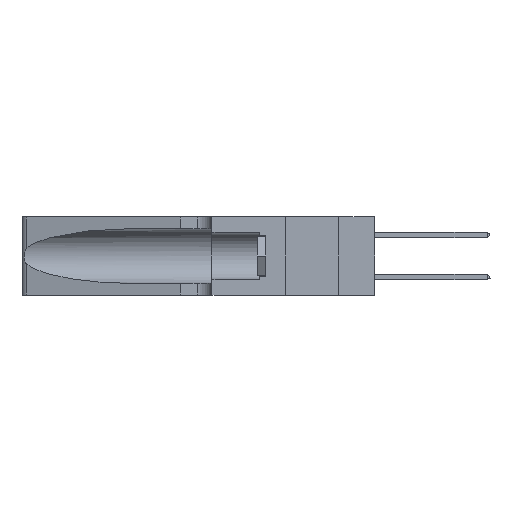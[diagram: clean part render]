
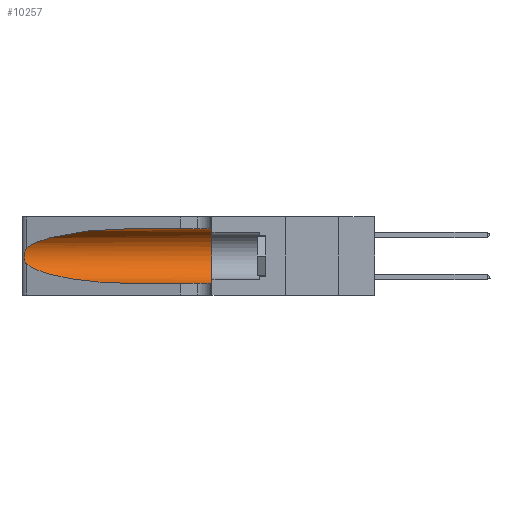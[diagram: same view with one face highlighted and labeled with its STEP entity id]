
A CAD part, left-side view. The second image highlights one B-rep face of the part: STEP entity #10257.
In plain terms, the highlighted cylindrical face has radius 3.308 mm (diameter 6.617 mm), a partial arc.
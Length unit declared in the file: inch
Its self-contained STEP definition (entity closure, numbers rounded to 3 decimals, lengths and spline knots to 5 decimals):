
#1 = DIRECTION ( 'NONE',  ( 0., 1., 0. ) ) ;
#256 = DIRECTION ( 'NONE',  ( 0., -1., 0. ) ) ;
#739 = CARTESIAN_POINT ( 'NONE',  ( 0.25487, 1.22718, 0.22369 ) ) ;
#1236 = CARTESIAN_POINT ( 'NONE',  ( 0.26018, 1.23835, 0.19895 ) ) ;
#1817 = CARTESIAN_POINT ( 'NONE',  ( 0.1305, 0.72297, 0.31525 ) ) ;
#1878 = VERTEX_POINT ( 'NONE', #8751 ) ;
#1976 = VECTOR ( 'NONE', #15064, 39.37008 ) ;
#2221 = AXIS2_PLACEMENT_3D ( 'NONE', #13365, #1, #17560 ) ;
#2467 = CARTESIAN_POINT ( 'NONE',  ( 0.18966, 0.96281, 0.05475 ) ) ;
#3463 = EDGE_CURVE ( 'NONE', #14737, #1878, #5942, .T. ) ;
#4421 = CARTESIAN_POINT ( 'NONE',  ( 0.1305, 0.35, 0.05475 ) ) ;
#4536 = LINE ( 'NONE', #25128, #10114 ) ;
#5773 = CARTESIAN_POINT ( 'NONE',  ( 0.25487, 1.22718, 0.22369 ) ) ;
#5942 = B_SPLINE_CURVE_WITH_KNOTS ( 'NONE', 3,
 ( #739, #23196, #14578, #28058, #12233, #1236, #14772, #23690, #17398, #19525, #28142, #19424, #23975, #18344 ),
 .UNSPECIFIED., .F., .F.,
 ( 4, 2, 2, 2, 2, 2, 4 ),
 ( 0., 0.00027, 0.00053, 0.00107, 0.0016, 0.00187, 0.00214 ),
 .UNSPECIFIED. ) ;
#6135 = CARTESIAN_POINT ( 'NONE',  ( 0.1305, 0.72297, 0.31525 ) ) ;
#6323 = CARTESIAN_POINT ( 'NONE',  ( 0.25487, 1.22718, 0.22369 ) ) ;
#8751 = CARTESIAN_POINT ( 'NONE',  ( 0.25487, 1.22718, 0.14631 ) ) ;
#8821 = VERTEX_POINT ( 'NONE', #20488 ) ;
#9268 = LINE ( 'NONE', #12823, #1976 ) ;
#9920 = ORIENTED_EDGE ( 'NONE', *, *, #17489, .F. ) ;
#10114 = VECTOR ( 'NONE', #11815, 39.37008 ) ;
#10257 = ADVANCED_FACE ( 'NONE', ( #23240 ), #25298, .F. ) ;
#10861 = EDGE_CURVE ( 'NONE', #1878, #24892, #14892, .T. ) ;
#11050 = CARTESIAN_POINT ( 'NONE',  ( 0.1305, 0.72297, 0.05475 ) ) ;
#11082 = EDGE_LOOP ( 'NONE', ( #15455, #15460, #13688, #22721, #9920, #28260 ) ) ;
#11738 = DIRECTION ( 'NONE',  ( 0., 0., -1. ) ) ;
#11815 = DIRECTION ( 'NONE',  ( 0., -1., 0. ) ) ;
#12233 = CARTESIAN_POINT ( 'NONE',  ( 0.25854, 1.2359, 0.20912 ) ) ;
#12823 = CARTESIAN_POINT ( 'NONE',  ( 0.1305, 1.61858, 0.31525 ) ) ;
#13365 = CARTESIAN_POINT ( 'NONE',  ( 0.1305, 0.35, 0.185 ) ) ;
#13402 = CARTESIAN_POINT ( 'NONE',  ( 0.25487, 1.22718, 0.14631 ) ) ;
#13688 = ORIENTED_EDGE ( 'NONE', *, *, #10861, .T. ) ;
#14545 = EDGE_CURVE ( 'NONE', #24892, #18875, #4536, .T. ) ;
#14578 = CARTESIAN_POINT ( 'NONE',  ( 0.25639, 1.23184, 0.21858 ) ) ;
#14737 = VERTEX_POINT ( 'NONE', #5773 ) ;
#14772 = CARTESIAN_POINT ( 'NONE',  ( 0.26075, 1.23896, 0.19203 ) ) ;
#14892 =( BOUNDED_CURVE ( )  B_SPLINE_CURVE ( 3, ( #13402, #20376, #2467, #11050 ),
 .UNSPECIFIED., .F., .F. ) 
 B_SPLINE_CURVE_WITH_KNOTS ( ( 4, 4 ),
 ( 3.44316, 4.71239 ),
 .UNSPECIFIED. ) 
 CURVE ( )  GEOMETRIC_REPRESENTATION_ITEM ( )  RATIONAL_B_SPLINE_CURVE ( ( 1., 0.87, 0.87, 1. ) ) 
 REPRESENTATION_ITEM ( '' )  );
#15064 = DIRECTION ( 'NONE',  ( 0., -1., 0. ) ) ;
#15205 = CARTESIAN_POINT ( 'NONE',  ( 0.18966, 0.96281, 0.31525 ) ) ;
#15455 = ORIENTED_EDGE ( 'NONE', *, *, #28120, .T. ) ;
#15460 = ORIENTED_EDGE ( 'NONE', *, *, #3463, .T. ) ;
#16976 = CIRCLE ( 'NONE', #2221, 0.13025 ) ;
#17398 = CARTESIAN_POINT ( 'NONE',  ( 0.26017, 1.23833, 0.17102 ) ) ;
#17489 = EDGE_CURVE ( 'NONE', #8821, #18875, #16976, .T. ) ;
#17560 = DIRECTION ( 'NONE',  ( 0., 0., 1. ) ) ;
#18344 = CARTESIAN_POINT ( 'NONE',  ( 0.25487, 1.22718, 0.14631 ) ) ;
#18875 = VERTEX_POINT ( 'NONE', #4421 ) ;
#19424 = CARTESIAN_POINT ( 'NONE',  ( 0.25639, 1.23186, 0.15144 ) ) ;
#19525 = CARTESIAN_POINT ( 'NONE',  ( 0.25856, 1.23593, 0.16098 ) ) ;
#20376 = CARTESIAN_POINT ( 'NONE',  ( 0.2373, 1.15595, 0.08982 ) ) ;
#20488 = CARTESIAN_POINT ( 'NONE',  ( 0.1305, 0.35, 0.31525 ) ) ;
#21879 = AXIS2_PLACEMENT_3D ( 'NONE', #24953, #256, #11738 ) ;
#22721 = ORIENTED_EDGE ( 'NONE', *, *, #14545, .T. ) ;
#23052 =( BOUNDED_CURVE ( )  B_SPLINE_CURVE ( 3, ( #6135, #15205, #28374, #6323 ),
 .UNSPECIFIED., .F., .F. ) 
 B_SPLINE_CURVE_WITH_KNOTS ( ( 4, 4 ),
 ( 1.5708, 2.84003 ),
 .UNSPECIFIED. ) 
 CURVE ( )  GEOMETRIC_REPRESENTATION_ITEM ( )  RATIONAL_B_SPLINE_CURVE ( ( 1., 0.87, 0.87, 1. ) ) 
 REPRESENTATION_ITEM ( '' )  );
#23196 = CARTESIAN_POINT ( 'NONE',  ( 0.25555, 1.22994, 0.2215 ) ) ;
#23240 = FACE_OUTER_BOUND ( 'NONE', #11082, .T. ) ;
#23690 = CARTESIAN_POINT ( 'NONE',  ( 0.26075, 1.23896, 0.178 ) ) ;
#23975 = CARTESIAN_POINT ( 'NONE',  ( 0.25555, 1.22993, 0.14849 ) ) ;
#24863 = CARTESIAN_POINT ( 'NONE',  ( 0.1305, 0.72297, 0.05475 ) ) ;
#24892 = VERTEX_POINT ( 'NONE', #24863 ) ;
#24953 = CARTESIAN_POINT ( 'NONE',  ( 0.1305, 1.61858, 0.185 ) ) ;
#25128 = CARTESIAN_POINT ( 'NONE',  ( 0.1305, 1.61858, 0.05475 ) ) ;
#25298 = CYLINDRICAL_SURFACE ( 'NONE', #21879, 0.13025 ) ;
#26982 = EDGE_CURVE ( 'NONE', #27036, #8821, #9268, .T. ) ;
#27036 = VERTEX_POINT ( 'NONE', #1817 ) ;
#28058 = CARTESIAN_POINT ( 'NONE',  ( 0.25787, 1.23484, 0.2124 ) ) ;
#28120 = EDGE_CURVE ( 'NONE', #27036, #14737, #23052, .T. ) ;
#28142 = CARTESIAN_POINT ( 'NONE',  ( 0.25789, 1.23486, 0.15765 ) ) ;
#28260 = ORIENTED_EDGE ( 'NONE', *, *, #26982, .F. ) ;
#28374 = CARTESIAN_POINT ( 'NONE',  ( 0.2373, 1.15595, 0.28018 ) ) ;
